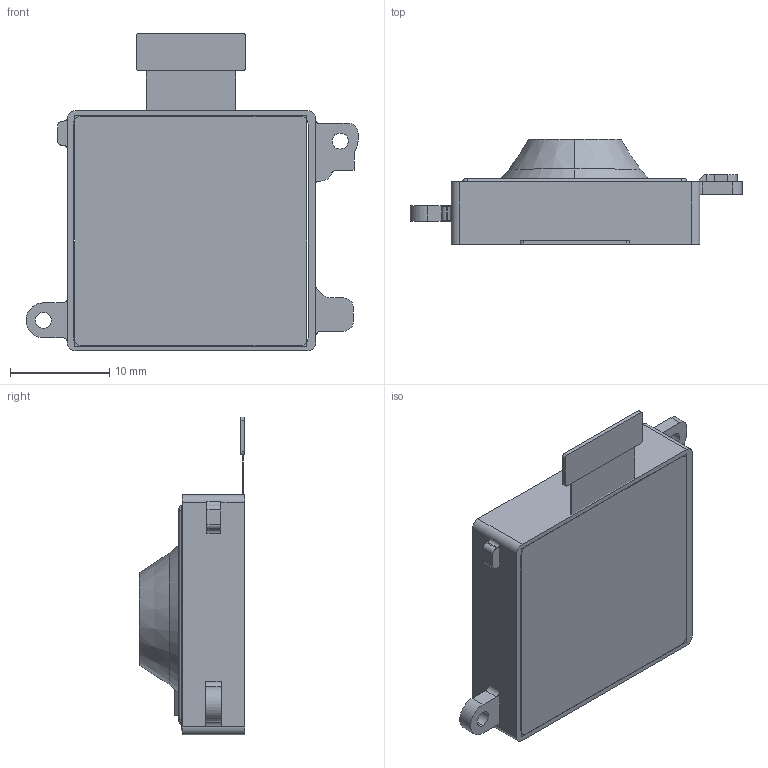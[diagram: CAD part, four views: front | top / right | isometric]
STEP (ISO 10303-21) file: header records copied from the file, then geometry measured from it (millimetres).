
FILE_DESCRIPTION (( 'STEP AP214' ), '1' );
FILE_NAME ('Camera Module [IMX989] [Sunny Optics] [Vivo X90 Pro+].step', '2024-08-18T06:10:52+00:00', 'Stefan Hamminga', '', '', '', '');
FILE_SCHEMA (( 'AUTOMOTIVE_DESIGN' ));
Length unit declared in the file: millimetre
Products named in the file (6): Camera Module [IMX989] [Sunny Optics] [Vivo X90 Pro+]; PCB^Camera Module [IMX989] [Sunny Optics] [Vivo X90 Pro+]; VCM; Lens [Smartphone type] [M17]_ZF97005A-1; Bracket^Camera Module [IMX989] [Sunny Optics] [Vivo X90 Pro+]; VCM & Lens Assembly
Assembly tree (5 placements, depth 3):
  Camera Module [IMX989] [Sunny Optics] [Vivo X90 Pro+]
    VCM & Lens Assembly
      VCM
      Lens [Smartphone type] [M17]_ZF97005A-1
    PCB^Camera Module [IMX989] [Sunny Optics] [Vivo X90 Pro+]
    Bracket^Camera Module [IMX989] [Sunny Optics] [Vivo X90 Pro+]
Bounding box: 33.38 x 10.6 x 31.96 mm (x, y, z)
Volume: 3240 mm3; surface area: 6611.4 mm2
Topology: 6 solids, 6 shells, 182 faces, 463 edges, 298 vertices
Faces by surface type: cylinder 73, plane 73, cone 20, torus 8, sphere 8
Entity records: 6114 total; most frequent: DIRECTION 1043, CARTESIAN_POINT 952, ORIENTED_EDGE 926, EDGE_CURVE 463, AXIS2_PLACEMENT_3D 389, VERTEX_POINT 298, VECTOR 265, LINE 265
